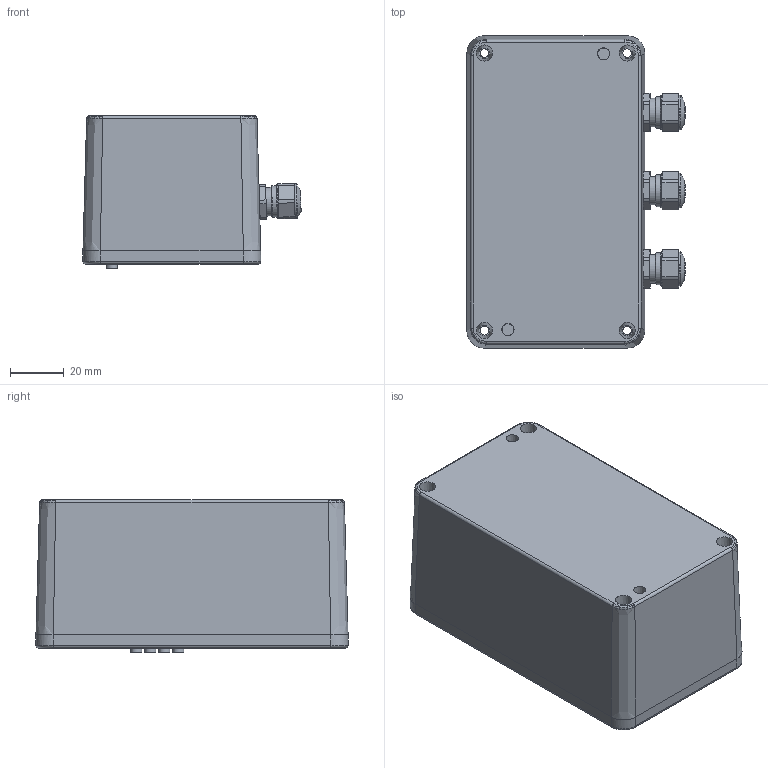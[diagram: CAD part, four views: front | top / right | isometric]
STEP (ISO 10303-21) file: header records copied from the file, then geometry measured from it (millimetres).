
FILE_DESCRIPTION(/* description */ ('G111-BASE'),/* implementation_level */ '2;1');
FILE_NAME(/* name */ '92319Z01.stp',/* time_stamp */ '2018-12-07T11:10:33+01:00',/* author */ ('SBaumeister'),/* organization */ (''),/* preprocessor_version */ 'ST-DEVELOPER v15.2',/* originating_system */ 'Autodesk Inventor 2014',/* authorisation */ '');
FILE_SCHEMA (('AUTOMOTIVE_DESIGN { 1 0 10303 214 3 1 1 }'));
Length unit declared in the file: millimetre
Products named in the file (5): 92319_02; 92319_04A; 92319_01; 92319_05A; 92319_00A
Bounding box: 80.99 x 115.88 x 56.52 mm (x, y, z)
Volume: 123249.4 mm3; surface area: 82583.6 mm2
Topology: 9 solids, 12 shells, 1099 faces, 2760 edges, 1704 vertices
Faces by surface type: bspline 419, cylinder 278, plane 249, cone 77, torus 40, sphere 36
Full cylindrical faces by diameter (mm): 3.9 x8, 4 x3, 4.2 x4, 4.3 x4, 6.2 x3, 7 x5, 7.1 x3, 8.16 x3, 8.2 x3, 10 x6, 10.59 x3, 11 x3, 11.15 x3, 11.794 x3, 12.8 x6
Entity records: 37713 total; most frequent: CARTESIAN_POINT 16411, ORIENTED_EDGE 4652, DIRECTION 4285, EDGE_CURVE 2326, AXIS2_PLACEMENT_3D 1803, VERTEX_POINT 1490, EDGE_LOOP 1064, ADVANCED_FACE 936
